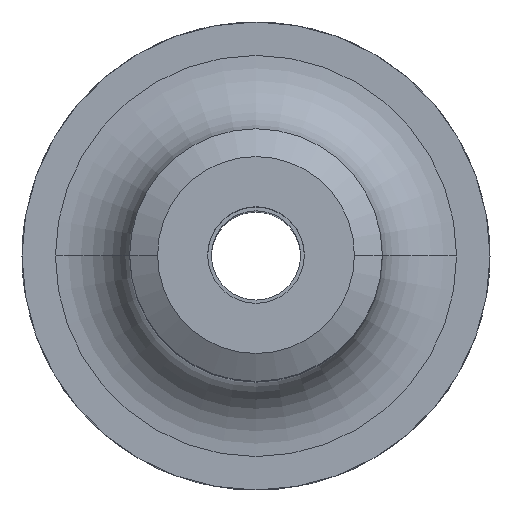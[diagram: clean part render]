
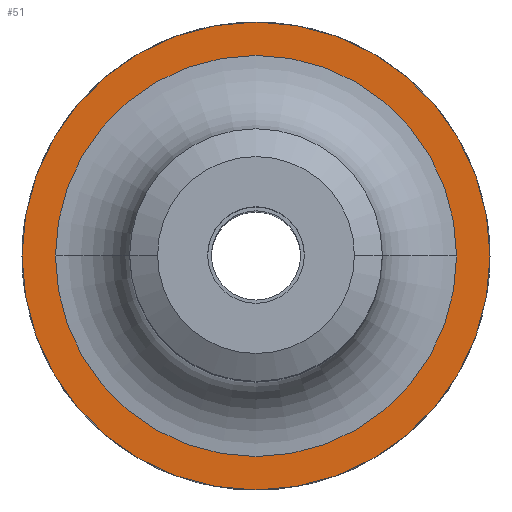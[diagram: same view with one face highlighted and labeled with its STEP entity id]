
A CAD part, top view. The second image highlights one B-rep face of the part: STEP entity #51.
In plain terms, the highlighted planar face has unit normal (0, 0, 1).
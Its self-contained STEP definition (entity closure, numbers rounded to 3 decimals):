
#4 = VERTEX_POINT ( 'NONE', #1782 ) ;
#21 = EDGE_CURVE ( 'NONE', #89, #493, #1848, .T. ) ;
#39 = CIRCLE ( 'NONE', #170, 27. ) ;
#51 = ADVANCED_FACE ( 'NONE', ( #710, #292 ), #167, .F. ) ;
#53 = EDGE_LOOP ( 'NONE', ( #61, #54 ) ) ;
#54 = ORIENTED_EDGE ( 'NONE', *, *, #21, .T. ) ;
#61 = ORIENTED_EDGE ( 'NONE', *, *, #239, .T. ) ;
#66 = ORIENTED_EDGE ( 'NONE', *, *, #1265, .F. ) ;
#89 = VERTEX_POINT ( 'NONE', #1797 ) ;
#91 = AXIS2_PLACEMENT_3D ( 'NONE', #1646, #1390, #320 ) ;
#167 = PLANE ( 'NONE',  #91 ) ;
#170 = AXIS2_PLACEMENT_3D ( 'NONE', #693, #848, #1576 ) ;
#239 = EDGE_CURVE ( 'NONE', #493, #89, #39, .T. ) ;
#269 = DIRECTION ( 'NONE',  ( 0., 0., -1. ) ) ;
#280 = DIRECTION ( 'NONE',  ( 0., 0., -1. ) ) ;
#292 = FACE_OUTER_BOUND ( 'NONE', #1629, .T. ) ;
#320 = DIRECTION ( 'NONE',  ( -1., 0., 0. ) ) ;
#338 = CIRCLE ( 'NONE', #900, 31.5 ) ;
#425 = CARTESIAN_POINT ( 'NONE',  ( 0., 0., 27. ) ) ;
#446 = DIRECTION ( 'NONE',  ( -1., 0., 0. ) ) ;
#464 = CARTESIAN_POINT ( 'NONE',  ( 0., 0., 27. ) ) ;
#493 = VERTEX_POINT ( 'NONE', #1184 ) ;
#693 = CARTESIAN_POINT ( 'NONE',  ( 0., 0., 27. ) ) ;
#696 = ORIENTED_EDGE ( 'NONE', *, *, #844, .F. ) ;
#710 = FACE_BOUND ( 'NONE', #53, .T. ) ;
#755 = DIRECTION ( 'NONE',  ( -1., 0., 0. ) ) ;
#761 = DIRECTION ( 'NONE',  ( 0., 0., -1. ) ) ;
#766 = CIRCLE ( 'NONE', #1008, 31.5 ) ;
#844 = EDGE_CURVE ( 'NONE', #4, #1549, #766, .T. ) ;
#848 = DIRECTION ( 'NONE',  ( 0., 0., -1. ) ) ;
#893 = DIRECTION ( 'NONE',  ( -1., 0., 0. ) ) ;
#900 = AXIS2_PLACEMENT_3D ( 'NONE', #1667, #761, #755 ) ;
#905 = AXIS2_PLACEMENT_3D ( 'NONE', #464, #280, #446 ) ;
#1008 = AXIS2_PLACEMENT_3D ( 'NONE', #425, #269, #893 ) ;
#1184 = CARTESIAN_POINT ( 'NONE',  ( -27., 0., 27. ) ) ;
#1265 = EDGE_CURVE ( 'NONE', #1549, #4, #338, .T. ) ;
#1377 = CARTESIAN_POINT ( 'NONE',  ( -31.5, 0., 27. ) ) ;
#1390 = DIRECTION ( 'NONE',  ( 0., 0., -1. ) ) ;
#1549 = VERTEX_POINT ( 'NONE', #1377 ) ;
#1576 = DIRECTION ( 'NONE',  ( -1., 0., 0. ) ) ;
#1629 = EDGE_LOOP ( 'NONE', ( #66, #696 ) ) ;
#1646 = CARTESIAN_POINT ( 'NONE',  ( 0., 0., 27. ) ) ;
#1667 = CARTESIAN_POINT ( 'NONE',  ( 0., 0., 27. ) ) ;
#1782 = CARTESIAN_POINT ( 'NONE',  ( 31.5, 0., 27. ) ) ;
#1797 = CARTESIAN_POINT ( 'NONE',  ( 27., 0., 27. ) ) ;
#1848 = CIRCLE ( 'NONE', #905, 27. ) ;
